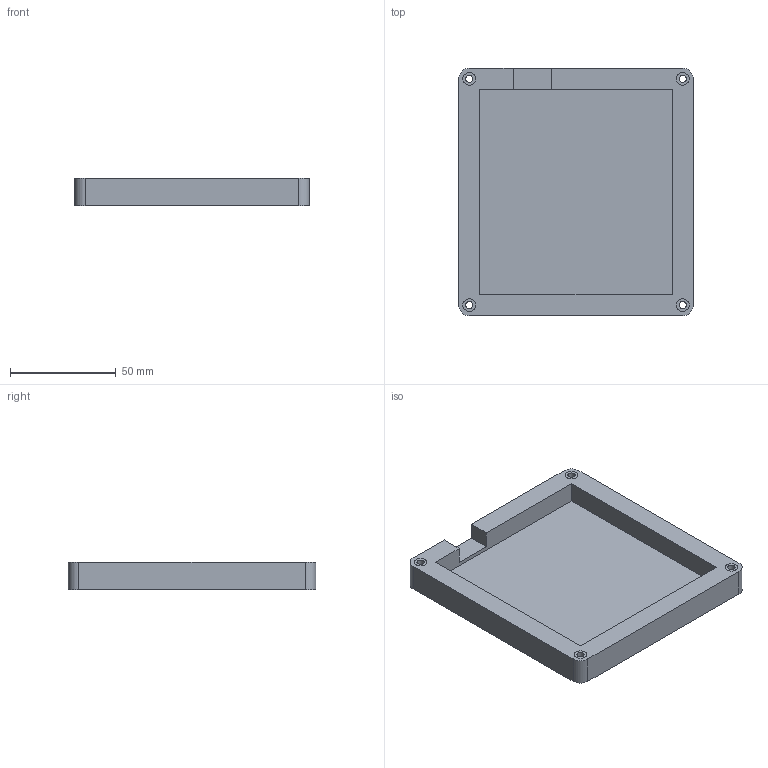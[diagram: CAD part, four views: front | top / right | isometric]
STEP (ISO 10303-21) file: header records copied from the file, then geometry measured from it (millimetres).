
FILE_DESCRIPTION(('HOOPS Exchange Step'),'2;1');
FILE_NAME('temp_export','2025-02-21T08:37:30+05:30',('mobile'),('Shapr3D Limited'),'HOOPS Exchange 2024.8','Shapr3D','Authorized');
FILE_SCHEMA( ('AP242_MANAGED_MODEL_BASED_3D_ENGINEERING_MIM_LF {1 0 10303 442 1 1 4}') );
Length unit declared in the file: millimetre
Products named in the file (2): Folder 02; root
Assembly tree (1 placements, depth 2):
  root
    Folder 02
Bounding box: 111 x 117 x 13 mm (x, y, z)
Volume: 78115.9 mm3; surface area: 39709.3 mm2
Topology: 6 solids, 6 shells, 43 faces, 120 edges, 88 vertices
Faces by surface type: plane 27, cylinder 16
Full cylindrical faces by diameter (mm): 3.4 x4, 6 x8
Entity records: 1534 total; most frequent: DIRECTION 270, CARTESIAN_POINT 255, ORIENTED_EDGE 240, EDGE_CURVE 120, AXIS2_PLACEMENT_3D 103, VERTEX_POINT 88, VECTOR 64, LINE 64
